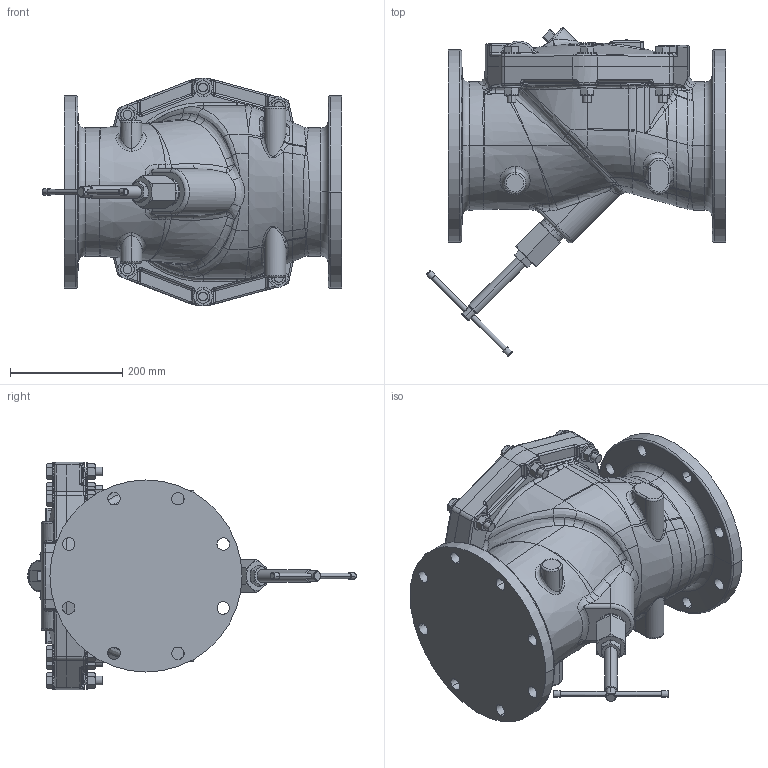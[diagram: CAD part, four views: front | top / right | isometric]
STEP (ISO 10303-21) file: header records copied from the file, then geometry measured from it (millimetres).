
FILE_DESCRIPTION((''),'2;1');
FILE_NAME('508ABF_SW0001','2023-11-01T08:02:43',('jlesh'),(''),'CREO PARAMETRIC BY PTC INC, 2023072','CREO PARAMETRIC BY PTC INC, 2023072','');
FILE_SCHEMA(('AUTOMOTIVE_DESIGN { 1 0 10303 214 1 1 1 1 }'));
Products named in the file (1): 508ABF_SW0001
Bounding box: 534.88 x 586.29 x 406.39 mm (x, y, z)
Volume: 34100670.9 mm3; surface area: 976794.3 mm2
Topology: 1 solids, 1 shells, 1092 faces, 2515 edges, 1482 vertices
Faces by surface type: bspline 318, cylinder 280, plane 238, cone 142, torus 75, sphere 35, extrusion 2, revolution 2
Entity records: 74309 total; most frequent: CARTESIAN_POINT 45590, ORIENTED_EDGE 5018, DIRECTION 4060, EDGE_CURVE 2509, AXIS2_PLACEMENT_3D 1726, VERTEX_POINT 1482, COLOUR_RGB 1332, EDGE_LOOP 1191
